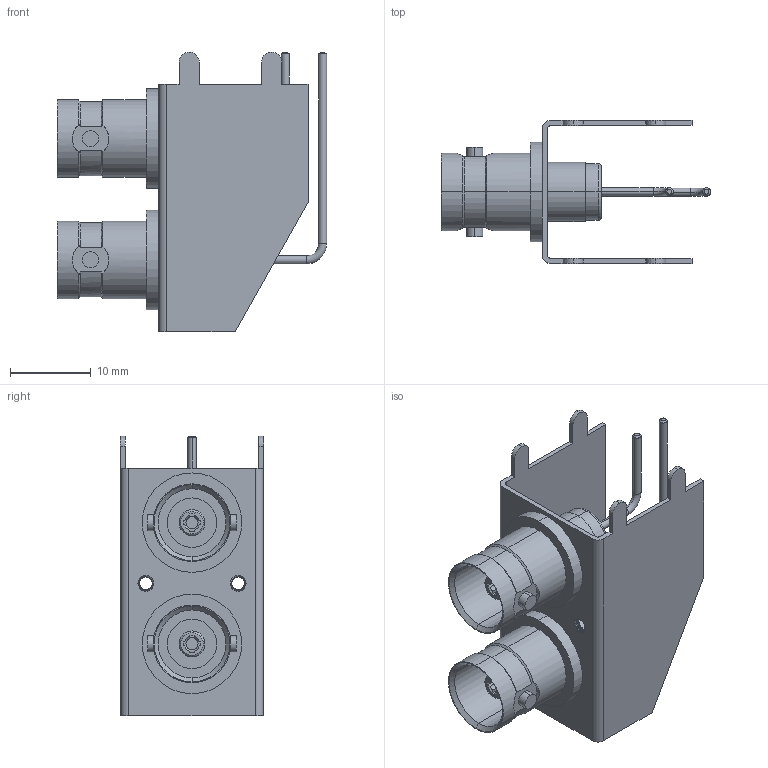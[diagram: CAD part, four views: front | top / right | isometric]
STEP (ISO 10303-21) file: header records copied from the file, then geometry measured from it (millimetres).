
FILE_DESCRIPTION (( 'STEP AP214' ), '1' );
FILE_NAME ('F00BNC-J75S0BHD-03-REF.STEP', '2025-12-17T09:17:31', ( '' ), ( '' ), 'SwSTEP 2.0', 'SolidWorks 2021', '' );
FILE_SCHEMA (( 'AUTOMOTIVE_DESIGN' ));
Length unit declared in the file: millimetre
Products named in the file (1): F00BNC-J75S0BHD-03-REF
Bounding box: 33.3 x 17.7 x 34.6 mm (x, y, z)
Volume: 2471.8 mm3; surface area: 5129.1 mm2
Topology: 1 solids, 1 shells, 222 faces, 562 edges, 364 vertices
Faces by surface type: cylinder 96, plane 74, cone 32, torus 14, bspline 6
Entity records: 12934 total; most frequent: CARTESIAN_POINT 7543, DIRECTION 1142, ORIENTED_EDGE 1124, EDGE_CURVE 562, AXIS2_PLACEMENT_3D 457, VERTEX_POINT 364, EDGE_LOOP 248, CIRCLE 240
